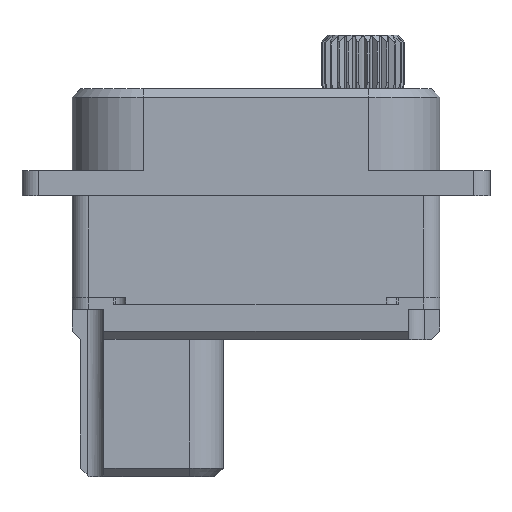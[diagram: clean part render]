
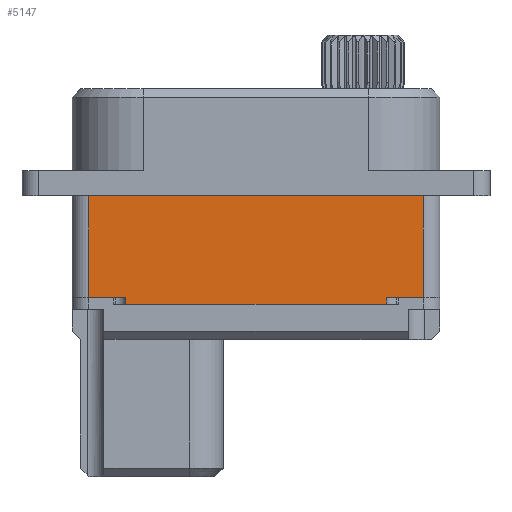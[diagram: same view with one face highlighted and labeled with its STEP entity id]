
A CAD part, top view. The second image highlights one B-rep face of the part: STEP entity #5147.
In plain terms, the highlighted planar face has unit normal (0, 0, 1).
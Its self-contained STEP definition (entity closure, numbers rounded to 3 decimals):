
#2824=DIRECTION('',(-1.,0.,0.));
#2825=VECTOR('',#2824,15.6);
#2826=CARTESIAN_POINT('',(7.8,-6.5,4.25));
#2827=LINE('',#2826,#2825);
#3725=DIRECTION('',(0.,1.,0.));
#3726=VECTOR('',#3725,0.4);
#3727=CARTESIAN_POINT('',(-7.8,-6.5,4.25));
#3728=LINE('',#3727,#3726);
#3732=DIRECTION('',(1.,0.,0.));
#3733=VECTOR('',#3732,2.2);
#3734=CARTESIAN_POINT('',(-10.,-6.1,4.25));
#3735=LINE('',#3734,#3733);
#3739=DIRECTION('',(0.,-1.,0.));
#3740=VECTOR('',#3739,6.1);
#3741=CARTESIAN_POINT('',(-10.,0.,4.25));
#3742=LINE('',#3741,#3740);
#3746=DIRECTION('',(1.,0.,0.));
#3747=VECTOR('',#3746,20.);
#3748=CARTESIAN_POINT('',(-10.,0.,4.25));
#3749=LINE('',#3748,#3747);
#3753=DIRECTION('',(1.,0.,0.));
#3754=VECTOR('',#3753,2.2);
#3755=CARTESIAN_POINT('',(7.8,-6.1,4.25));
#3756=LINE('',#3755,#3754);
#3760=DIRECTION('',(0.,1.,0.));
#3761=VECTOR('',#3760,0.4);
#3762=CARTESIAN_POINT('',(7.8,-6.5,4.25));
#3763=LINE('',#3762,#3761);
#4010=DIRECTION('',(0.,-1.,0.));
#4011=VECTOR('',#4010,6.1);
#4012=CARTESIAN_POINT('',(10.,0.,4.25));
#4013=LINE('',#4012,#4011);
#4079=CARTESIAN_POINT('',(-10.,0.,4.25));
#4081=VERTEX_POINT('',#4079);
#4082=CARTESIAN_POINT('',(10.,0.,4.25));
#4083=VERTEX_POINT('',#4082);
#4133=CARTESIAN_POINT('',(-10.,-6.1,4.25));
#4135=VERTEX_POINT('',#4133);
#4136=CARTESIAN_POINT('',(10.,-6.1,4.25));
#4138=VERTEX_POINT('',#4136);
#4179=CARTESIAN_POINT('',(-7.8,-6.1,4.25));
#4181=VERTEX_POINT('',#4179);
#4182=CARTESIAN_POINT('',(-7.8,-6.5,4.25));
#4183=VERTEX_POINT('',#4182);
#4206=CARTESIAN_POINT('',(7.8,-6.1,4.25));
#4208=VERTEX_POINT('',#4206);
#4212=CARTESIAN_POINT('',(7.8,-6.5,4.25));
#4213=VERTEX_POINT('',#4212);
#5130=CARTESIAN_POINT('',(-10.,-6.5,4.25));
#5131=DIRECTION('',(0.,0.,1.));
#5132=DIRECTION('',(1.,0.,0.));
#5133=AXIS2_PLACEMENT_3D('',#5130,#5131,#5132);
#5134=PLANE('',#5133);
#5136=ORIENTED_EDGE('',*,*,#5135,.T.);
#5137=ORIENTED_EDGE('',*,*,#4593,.F.);
#5138=ORIENTED_EDGE('',*,*,#4531,.F.);
#5139=ORIENTED_EDGE('',*,*,#4493,.T.);
#5141=ORIENTED_EDGE('',*,*,#5140,.T.);
#5142=ORIENTED_EDGE('',*,*,#4657,.F.);
#5143=ORIENTED_EDGE('',*,*,#5125,.F.);
#5144=ORIENTED_EDGE('',*,*,#4341,.T.);
#5145=EDGE_LOOP('',(#5136,#5137,#5138,#5139,#5141,#5142,#5143,#5144));
#5146=FACE_OUTER_BOUND('',#5145,.F.);
#5147=ADVANCED_FACE('',(#5146),#5134,.T.);
#4341=EDGE_CURVE('',#4213,#4183,#2827,.T.);
#4493=EDGE_CURVE('',#4081,#4083,#3749,.T.);
#4531=EDGE_CURVE('',#4081,#4135,#3742,.T.);
#4593=EDGE_CURVE('',#4135,#4181,#3735,.T.);
#4657=EDGE_CURVE('',#4208,#4138,#3756,.T.);
#5125=EDGE_CURVE('',#4213,#4208,#3763,.T.);
#5135=EDGE_CURVE('',#4183,#4181,#3728,.T.);
#5140=EDGE_CURVE('',#4083,#4138,#4013,.T.);
